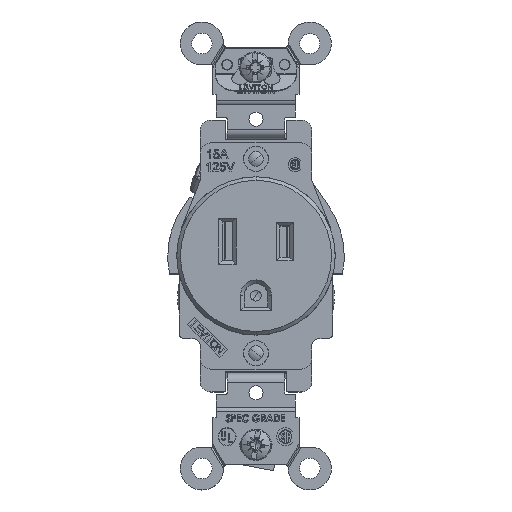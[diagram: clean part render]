
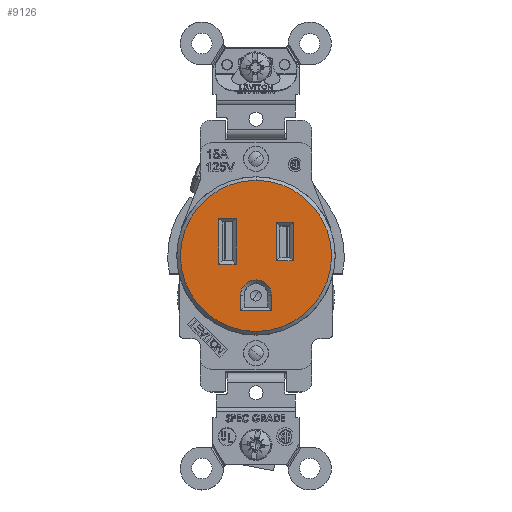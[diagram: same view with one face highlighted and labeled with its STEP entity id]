
A CAD part, top view. The second image highlights one B-rep face of the part: STEP entity #9126.
In plain terms, the highlighted planar face has unit normal (0, 0, 1).
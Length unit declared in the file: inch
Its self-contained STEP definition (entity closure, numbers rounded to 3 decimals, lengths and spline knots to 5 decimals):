
#149 = EDGE_CURVE ( 'NONE', #50532, #31652, #62829, .T. ) ;
#1149 = EDGE_LOOP ( 'NONE', ( #4911, #58960, #90251, #24235 ) ) ;
#1350 = ORIENTED_EDGE ( 'NONE', *, *, #37602, .T. ) ;
#4018 = VERTEX_POINT ( 'NONE', #49462 ) ;
#4911 = ORIENTED_EDGE ( 'NONE', *, *, #149, .T. ) ;
#5109 = CARTESIAN_POINT ( 'NONE',  ( 0.3235, 0.291, 0.012 ) ) ;
#5372 = CARTESIAN_POINT ( 'NONE',  ( 0., 0.326, 0.012 ) ) ;
#5415 = CARTESIAN_POINT ( 'NONE',  ( 0., -0.343, 0.012 ) ) ;
#5669 = VERTEX_POINT ( 'NONE', #67534 ) ;
#6563 = EDGE_CURVE ( 'NONE', #41656, #44646, #68004, .T. ) ;
#7397 = VECTOR ( 'NONE', #18073, 39.37008 ) ;
#7996 = DIRECTION ( 'NONE',  ( 1., 0., 0. ) ) ;
#8449 = LINE ( 'NONE', #5372, #62109 ) ;
#8579 = VERTEX_POINT ( 'NONE', #46889 ) ;
#8716 = EDGE_CURVE ( 'NONE', #30260, #45282, #90223, .T. ) ;
#9126 = ADVANCED_FACE ( 'NONE', ( #83336, #49606, #42767, #85128 ), #70381, .F. ) ;
#10123 = DIRECTION ( 'NONE',  ( 0., 0., -1. ) ) ;
#10252 = VECTOR ( 'NONE', #48998, 39.37008 ) ;
#10678 = DIRECTION ( 'NONE',  ( -1., 0., 0. ) ) ;
#11971 = EDGE_CURVE ( 'NONE', #58771, #56294, #83015, .T. ) ;
#12823 = CARTESIAN_POINT ( 'NONE',  ( 0., -0.20798, 0.012 ) ) ;
#13002 = EDGE_CURVE ( 'NONE', #45282, #50532, #45504, .T. ) ;
#14655 = CARTESIAN_POINT ( 'NONE',  ( 0., 0., 0.012 ) ) ;
#17114 = DIRECTION ( 'NONE',  ( 0., 1., 0. ) ) ;
#18073 = DIRECTION ( 'NONE',  ( -1., 0., 0. ) ) ;
#20005 = DIRECTION ( 'NONE',  ( 0., -1., 0. ) ) ;
#20156 = DIRECTION ( 'NONE',  ( 0., -1., 0. ) ) ;
#21621 = AXIS2_PLACEMENT_3D ( 'NONE', #5415, #42144, #20156 ) ;
#21706 = VECTOR ( 'NONE', #57518, 39.37008 ) ;
#23119 = CARTESIAN_POINT ( 'NONE',  ( 0.13502, -0.47802, 0.012 ) ) ;
#23279 = CARTESIAN_POINT ( 'NONE',  ( 0.13502, 0., 0.012 ) ) ;
#23435 = AXIS2_PLACEMENT_3D ( 'NONE', #51846, #73094, #45000 ) ;
#23625 = ORIENTED_EDGE ( 'NONE', *, *, #56118, .T. ) ;
#24235 = ORIENTED_EDGE ( 'NONE', *, *, #13002, .T. ) ;
#24697 = DIRECTION ( 'NONE',  ( 0., 0., 1. ) ) ;
#25391 = CARTESIAN_POINT ( 'NONE',  ( -0.32401, 0., 0.012 ) ) ;
#26776 = CARTESIAN_POINT ( 'NONE',  ( 0., -0.07301, 0.012 ) ) ;
#29846 = CARTESIAN_POINT ( 'NONE',  ( 0.13502, -0.343, 0.012 ) ) ;
#30064 = EDGE_CURVE ( 'NONE', #8579, #82506, #54566, .T. ) ;
#30260 = VERTEX_POINT ( 'NONE', #85361 ) ;
#30702 = AXIS2_PLACEMENT_3D ( 'NONE', #14655, #34874, #36180 ) ;
#31136 = EDGE_CURVE ( 'NONE', #64482, #58771, #8449, .T. ) ;
#31380 = CARTESIAN_POINT ( 'NONE',  ( 0., -0.47802, 0.012 ) ) ;
#31652 = VERTEX_POINT ( 'NONE', #44937 ) ;
#31860 = DIRECTION ( 'NONE',  ( 0., -1., 0. ) ) ;
#33476 = ORIENTED_EDGE ( 'NONE', *, *, #6563, .T. ) ;
#33798 = VERTEX_POINT ( 'NONE', #23119 ) ;
#34373 = ORIENTED_EDGE ( 'NONE', *, *, #60422, .T. ) ;
#34847 = DIRECTION ( 'NONE',  ( 0., 1., 0. ) ) ;
#34874 = DIRECTION ( 'NONE',  ( 0., 0., 1. ) ) ;
#35097 = CIRCLE ( 'NONE', #30702, 0.656 ) ;
#36180 = DIRECTION ( 'NONE',  ( 0., -1., 0. ) ) ;
#36864 = LINE ( 'NONE', #31380, #46053 ) ;
#37075 = CARTESIAN_POINT ( 'NONE',  ( -0.13502, -0.343, 0.012 ) ) ;
#37250 = EDGE_CURVE ( 'NONE', #4018, #64482, #88433, .T. ) ;
#37602 = EDGE_CURVE ( 'NONE', #82506, #8579, #35097, .T. ) ;
#41656 = VERTEX_POINT ( 'NONE', #37075 ) ;
#42144 = DIRECTION ( 'NONE',  ( 0., 0., -1. ) ) ;
#42267 = CARTESIAN_POINT ( 'NONE',  ( 0., 0.291, 0.012 ) ) ;
#42767 = FACE_BOUND ( 'NONE', #1149, .T. ) ;
#43383 = VERTEX_POINT ( 'NONE', #29846 ) ;
#44364 = LINE ( 'NONE', #23279, #74597 ) ;
#44597 = CARTESIAN_POINT ( 'NONE',  ( 0.3235, -0.01, 0.012 ) ) ;
#44646 = VERTEX_POINT ( 'NONE', #12823 ) ;
#44920 = ORIENTED_EDGE ( 'NONE', *, *, #77668, .T. ) ;
#44937 = CARTESIAN_POINT ( 'NONE',  ( 0.1765, -0.041, 0.012 ) ) ;
#45000 = DIRECTION ( 'NONE',  ( 0., -1., 0. ) ) ;
#45282 = VERTEX_POINT ( 'NONE', #5109 ) ;
#45504 = LINE ( 'NONE', #44597, #21706 ) ;
#46053 = VECTOR ( 'NONE', #10678, 39.37008 ) ;
#46607 = CARTESIAN_POINT ( 'NONE',  ( -0.173, 0., 0.012 ) ) ;
#46889 = CARTESIAN_POINT ( 'NONE',  ( 0., -0.656, 0.012 ) ) ;
#48998 = DIRECTION ( 'NONE',  ( -1., 0., 0. ) ) ;
#49038 = LINE ( 'NONE', #69807, #55791 ) ;
#49462 = CARTESIAN_POINT ( 'NONE',  ( -0.32401, -0.07301, 0.012 ) ) ;
#49606 = FACE_BOUND ( 'NONE', #72929, .T. ) ;
#50532 = VERTEX_POINT ( 'NONE', #84194 ) ;
#51846 = CARTESIAN_POINT ( 'NONE',  ( 0., 0., 0.012 ) ) ;
#52853 = CARTESIAN_POINT ( 'NONE',  ( 0.1765, 0.26, 0.012 ) ) ;
#54566 = CIRCLE ( 'NONE', #78096, 0.656 ) ;
#55791 = VECTOR ( 'NONE', #34847, 39.37008 ) ;
#56118 = EDGE_CURVE ( 'NONE', #33798, #5669, #36864, .T. ) ;
#56294 = VERTEX_POINT ( 'NONE', #82446 ) ;
#57518 = DIRECTION ( 'NONE',  ( 0., -1., 0. ) ) ;
#58771 = VERTEX_POINT ( 'NONE', #80042 ) ;
#58889 = VECTOR ( 'NONE', #17114, 39.37008 ) ;
#58899 = LINE ( 'NONE', #52853, #58889 ) ;
#58960 = ORIENTED_EDGE ( 'NONE', *, *, #87130, .T. ) ;
#60422 = EDGE_CURVE ( 'NONE', #43383, #33798, #44364, .T. ) ;
#61454 = VECTOR ( 'NONE', #68994, 39.37008 ) ;
#61553 = ORIENTED_EDGE ( 'NONE', *, *, #87732, .T. ) ;
#62109 = VECTOR ( 'NONE', #7996, 39.37008 ) ;
#62829 = LINE ( 'NONE', #90990, #10252 ) ;
#63617 = CARTESIAN_POINT ( 'NONE',  ( 0., 0.656, 0.012 ) ) ;
#64068 = DIRECTION ( 'NONE',  ( 0., -1., 0. ) ) ;
#64482 = VERTEX_POINT ( 'NONE', #79293 ) ;
#66820 = ORIENTED_EDGE ( 'NONE', *, *, #84240, .T. ) ;
#67534 = CARTESIAN_POINT ( 'NONE',  ( -0.13502, -0.47802, 0.012 ) ) ;
#68004 = CIRCLE ( 'NONE', #79714, 0.13502 ) ;
#68994 = DIRECTION ( 'NONE',  ( 1., 0., 0. ) ) ;
#69807 = CARTESIAN_POINT ( 'NONE',  ( -0.13502, 0., 0.012 ) ) ;
#69943 = VECTOR ( 'NONE', #20005, 39.37008 ) ;
#70165 = EDGE_LOOP ( 'NONE', ( #76897, #1350 ) ) ;
#70381 = PLANE ( 'NONE',  #23435 ) ;
#72929 = EDGE_LOOP ( 'NONE', ( #87673, #85432, #44920, #88724 ) ) ;
#73094 = DIRECTION ( 'NONE',  ( 0., 0., -1. ) ) ;
#73917 = CARTESIAN_POINT ( 'NONE',  ( 0., 0., 0.012 ) ) ;
#74597 = VECTOR ( 'NONE', #31860, 39.37008 ) ;
#76897 = ORIENTED_EDGE ( 'NONE', *, *, #30064, .T. ) ;
#77668 = EDGE_CURVE ( 'NONE', #56294, #4018, #89358, .T. ) ;
#78096 = AXIS2_PLACEMENT_3D ( 'NONE', #73917, #24697, #78222 ) ;
#78222 = DIRECTION ( 'NONE',  ( 0., -1., 0. ) ) ;
#79293 = CARTESIAN_POINT ( 'NONE',  ( -0.32401, 0.326, 0.012 ) ) ;
#79714 = AXIS2_PLACEMENT_3D ( 'NONE', #80983, #10123, #64068 ) ;
#80042 = CARTESIAN_POINT ( 'NONE',  ( -0.173, 0.326, 0.012 ) ) ;
#80983 = CARTESIAN_POINT ( 'NONE',  ( 0., -0.343, 0.012 ) ) ;
#81530 = DIRECTION ( 'NONE',  ( 0., 1., 0. ) ) ;
#81809 = EDGE_LOOP ( 'NONE', ( #34373, #23625, #61553, #33476, #66820 ) ) ;
#82446 = CARTESIAN_POINT ( 'NONE',  ( -0.173, -0.07301, 0.012 ) ) ;
#82506 = VERTEX_POINT ( 'NONE', #63617 ) ;
#83015 = LINE ( 'NONE', #46607, #69943 ) ;
#83336 = FACE_BOUND ( 'NONE', #81809, .T. ) ;
#84194 = CARTESIAN_POINT ( 'NONE',  ( 0.3235, -0.041, 0.012 ) ) ;
#84240 = EDGE_CURVE ( 'NONE', #44646, #43383, #87724, .T. ) ;
#85128 = FACE_OUTER_BOUND ( 'NONE', #70165, .T. ) ;
#85361 = CARTESIAN_POINT ( 'NONE',  ( 0.1765, 0.291, 0.012 ) ) ;
#85432 = ORIENTED_EDGE ( 'NONE', *, *, #11971, .T. ) ;
#87130 = EDGE_CURVE ( 'NONE', #31652, #30260, #58899, .T. ) ;
#87673 = ORIENTED_EDGE ( 'NONE', *, *, #31136, .T. ) ;
#87724 = CIRCLE ( 'NONE', #21621, 0.13502 ) ;
#87732 = EDGE_CURVE ( 'NONE', #5669, #41656, #49038, .T. ) ;
#88433 = LINE ( 'NONE', #25391, #89462 ) ;
#88724 = ORIENTED_EDGE ( 'NONE', *, *, #37250, .T. ) ;
#89358 = LINE ( 'NONE', #26776, #7397 ) ;
#89462 = VECTOR ( 'NONE', #81530, 39.37008 ) ;
#90223 = LINE ( 'NONE', #42267, #61454 ) ;
#90251 = ORIENTED_EDGE ( 'NONE', *, *, #8716, .T. ) ;
#90990 = CARTESIAN_POINT ( 'NONE',  ( 0., -0.041, 0.012 ) ) ;
